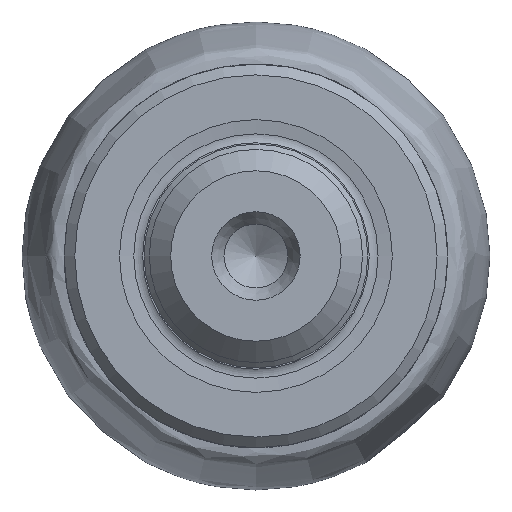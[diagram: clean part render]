
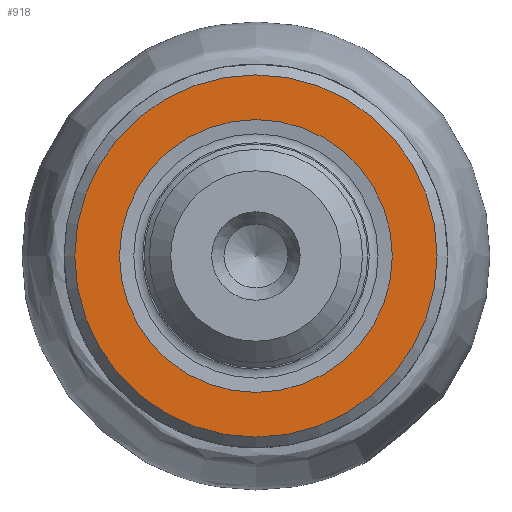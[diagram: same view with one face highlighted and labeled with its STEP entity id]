
A CAD part, left-side view. The second image highlights one B-rep face of the part: STEP entity #918.
In plain terms, the highlighted planar face has unit normal (-1, 0, 0).
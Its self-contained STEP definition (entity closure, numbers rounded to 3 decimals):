
#66 = DIRECTION ( 'NONE',  ( 1., 0., 0. ) ) ;
#317 = DIRECTION ( 'NONE',  ( 0., 0., -1. ) ) ;
#414 = EDGE_LOOP ( 'NONE', ( #2974 ) ) ;
#452 = CIRCLE ( 'NONE', #1533, 6.4 ) ;
#578 = CARTESIAN_POINT ( 'NONE',  ( -31.05, 0., -8.5 ) ) ;
#826 = EDGE_CURVE ( 'NONE', #1039, #1039, #2201, .T. ) ;
#918 = ADVANCED_FACE ( 'NONE', ( #2762, #2115 ), #2075, .T. ) ;
#1039 = VERTEX_POINT ( 'NONE', #578 ) ;
#1443 = DIRECTION ( 'NONE',  ( 1., 0., 0. ) ) ;
#1533 = AXIS2_PLACEMENT_3D ( 'NONE', #2994, #1443, #3258 ) ;
#1558 = ORIENTED_EDGE ( 'NONE', *, *, #2145, .T. ) ;
#1565 = AXIS2_PLACEMENT_3D ( 'NONE', #2105, #66, #317 ) ;
#1870 = AXIS2_PLACEMENT_3D ( 'NONE', #2592, #2550, #3066 ) ;
#1883 = EDGE_LOOP ( 'NONE', ( #1558 ) ) ;
#2075 = PLANE ( 'NONE',  #1870 ) ;
#2105 = CARTESIAN_POINT ( 'NONE',  ( -31.05, 0., 0. ) ) ;
#2115 = FACE_OUTER_BOUND ( 'NONE', #414, .T. ) ;
#2119 = CARTESIAN_POINT ( 'NONE',  ( -31.05, 0., -6.4 ) ) ;
#2145 = EDGE_CURVE ( 'NONE', #3202, #3202, #452, .T. ) ;
#2201 = CIRCLE ( 'NONE', #1565, 8.5 ) ;
#2550 = DIRECTION ( 'NONE',  ( -1., 0., 0. ) ) ;
#2592 = CARTESIAN_POINT ( 'NONE',  ( -31.05, 8.5, 0. ) ) ;
#2762 = FACE_BOUND ( 'NONE', #1883, .T. ) ;
#2974 = ORIENTED_EDGE ( 'NONE', *, *, #826, .F. ) ;
#2994 = CARTESIAN_POINT ( 'NONE',  ( -31.05, 0., 0. ) ) ;
#3066 = DIRECTION ( 'NONE',  ( 0., 0., 1. ) ) ;
#3202 = VERTEX_POINT ( 'NONE', #2119 ) ;
#3258 = DIRECTION ( 'NONE',  ( 0., 0., -1. ) ) ;
